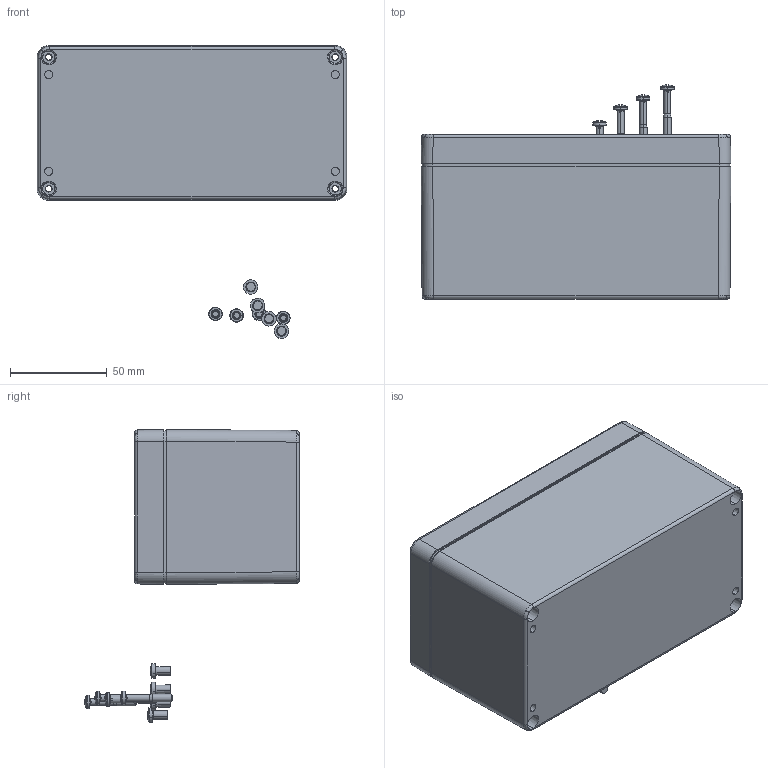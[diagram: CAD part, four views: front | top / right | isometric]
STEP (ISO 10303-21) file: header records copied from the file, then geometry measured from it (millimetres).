
FILE_DESCRIPTION(('FreeCAD Model'),'2;1');
FILE_NAME('1608085.STEP', '2026-03-24T15:26:12',('Author'),(''), 'Open CASCADE STEP processor 7.3','FreeCAD','Unknown');
FILE_SCHEMA(('AUTOMOTIVE_DESIGN { 1 0 10303 214 1 1 1 1 }'));
Length unit declared in the file: millimetre
Products named in the file (9): 1608085; 31931_Standard001; 31090-Einpressbuchse_Standard003; 31931_Standard; 82002_im_Deckel_eingebaut; 51005_Standard; 5200.009.0_Standard003; 93214_WN1442_D4,5x7,011; 32093_Standard
Assembly tree (17 placements, depth 3):
  1608085
    31931_Standard001
      31090-Einpressbuchse_Standard003  x4
      31931_Standard
    82002_im_Deckel_eingebaut
    51005_Standard
      5200.009.0_Standard003  x4
      93214_WN1442_D4,5x7,011  x4
    32093_Standard
Bounding box: 160 x 110.77 x 151.33 mm (x, y, z)
Volume: 207469.4 mm3; surface area: 151547.7 mm2
Topology: 15 solids, 15 shells, 1546 faces, 3774 edges, 2304 vertices
Faces by surface type: plane 609, cylinder 287, cone 220, bspline 220, torus 170, revolution 32, sphere 8
Entity records: 43076 total; most frequent: CARTESIAN_POINT 17848, ORIENTED_EDGE 5304, DIRECTION 4962, EDGE_CURVE 2652, AXIS2_PLACEMENT_3D 1912, VERTEX_POINT 1590, FACE_BOUND 1192, EDGE_LOOP 1192
